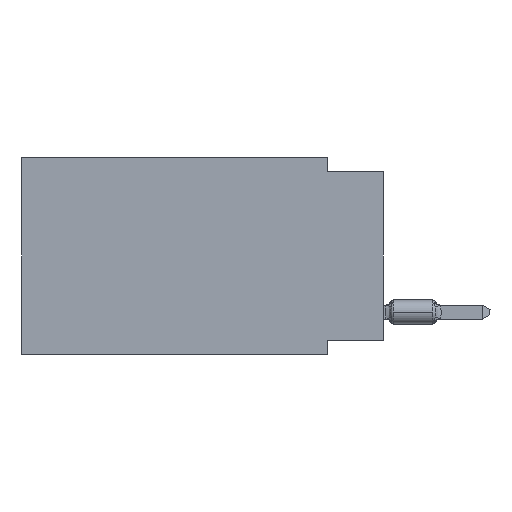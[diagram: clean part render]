
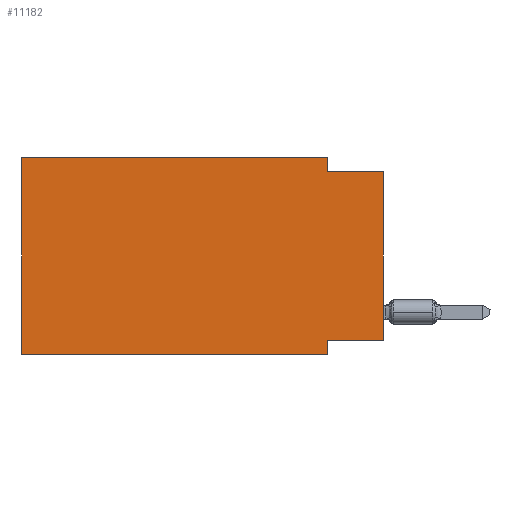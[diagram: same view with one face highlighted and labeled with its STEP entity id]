
A CAD part, left-side view. The second image highlights one B-rep face of the part: STEP entity #11182.
In plain terms, the highlighted planar face has unit normal (-1, 0, 0).
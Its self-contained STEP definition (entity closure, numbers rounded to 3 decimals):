
#46 = EDGE_LOOP ( 'NONE', ( #28293, #44398, #25593, #19084, #23642, #24616, #8333, #16642 ) ) ;
#83 = DIRECTION ( 'NONE',  ( 0., -1., 0. ) ) ;
#482 = LINE ( 'NONE', #44992, #29734 ) ;
#2012 = CARTESIAN_POINT ( 'NONE',  ( 0., 2.54, -0.635 ) ) ;
#3597 = EDGE_CURVE ( 'NONE', #25541, #42273, #482, .T. ) ;
#5003 = CARTESIAN_POINT ( 'NONE',  ( 0., 16.383, -8.89 ) ) ;
#5088 = CARTESIAN_POINT ( 'NONE',  ( 0., 16.383, 0. ) ) ;
#5695 = VERTEX_POINT ( 'NONE', #2012 ) ;
#8333 = ORIENTED_EDGE ( 'NONE', *, *, #3597, .F. ) ;
#9810 = LINE ( 'NONE', #27326, #26970 ) ;
#11182 = ADVANCED_FACE ( 'NONE', ( #36824 ), #14148, .F. ) ;
#12765 = VECTOR ( 'NONE', #21083, 1000. ) ;
#13049 = VERTEX_POINT ( 'NONE', #25515 ) ;
#13666 = EDGE_CURVE ( 'NONE', #47967, #18576, #35506, .T. ) ;
#13983 = DIRECTION ( 'NONE',  ( 0., -1., 0. ) ) ;
#14148 = PLANE ( 'NONE',  #23828 ) ;
#14173 = LINE ( 'NONE', #5003, #19162 ) ;
#15226 = CARTESIAN_POINT ( 'NONE',  ( 0., 0., -8.255 ) ) ;
#15266 = CARTESIAN_POINT ( 'NONE',  ( 0., 2.54, 0. ) ) ;
#15838 = CARTESIAN_POINT ( 'NONE',  ( 0., 0., 0. ) ) ;
#16642 = ORIENTED_EDGE ( 'NONE', *, *, #43706, .F. ) ;
#18576 = VERTEX_POINT ( 'NONE', #15266 ) ;
#19084 = ORIENTED_EDGE ( 'NONE', *, *, #13666, .F. ) ;
#19162 = VECTOR ( 'NONE', #83, 1000. ) ;
#21083 = DIRECTION ( 'NONE',  ( 0., 1., 0. ) ) ;
#22302 = CARTESIAN_POINT ( 'NONE',  ( 0., 16.383, 0. ) ) ;
#22791 = DIRECTION ( 'NONE',  ( 1., 0., 0. ) ) ;
#23338 = DIRECTION ( 'NONE',  ( 0., 0., -1. ) ) ;
#23632 = LINE ( 'NONE', #15838, #56435 ) ;
#23642 = ORIENTED_EDGE ( 'NONE', *, *, #48215, .F. ) ;
#23828 = AXIS2_PLACEMENT_3D ( 'NONE', #28479, #22791, #23338 ) ;
#24616 = ORIENTED_EDGE ( 'NONE', *, *, #51107, .T. ) ;
#25386 = CARTESIAN_POINT ( 'NONE',  ( 0., 0., -8.255 ) ) ;
#25515 = CARTESIAN_POINT ( 'NONE',  ( 0., 0., -0.635 ) ) ;
#25541 = VERTEX_POINT ( 'NONE', #27812 ) ;
#25593 = ORIENTED_EDGE ( 'NONE', *, *, #29810, .F. ) ;
#26970 = VECTOR ( 'NONE', #44838, 1000. ) ;
#27326 = CARTESIAN_POINT ( 'NONE',  ( 0., 2.54, 0. ) ) ;
#27812 = CARTESIAN_POINT ( 'NONE',  ( 0., 2.54, -8.255 ) ) ;
#28293 = ORIENTED_EDGE ( 'NONE', *, *, #56680, .T. ) ;
#28479 = CARTESIAN_POINT ( 'NONE',  ( 0., 16.383, 0. ) ) ;
#29673 = LINE ( 'NONE', #25386, #12765 ) ;
#29734 = VECTOR ( 'NONE', #48724, 1000. ) ;
#29810 = EDGE_CURVE ( 'NONE', #18576, #5695, #9810, .T. ) ;
#31502 = LINE ( 'NONE', #39850, #44082 ) ;
#33346 = DIRECTION ( 'NONE',  ( 0., 0., 1. ) ) ;
#35506 = LINE ( 'NONE', #22302, #40653 ) ;
#36824 = FACE_OUTER_BOUND ( 'NONE', #46, .T. ) ;
#38708 = VERTEX_POINT ( 'NONE', #15226 ) ;
#39850 = CARTESIAN_POINT ( 'NONE',  ( 0., 0., -0.635 ) ) ;
#40653 = VECTOR ( 'NONE', #53000, 1000. ) ;
#40691 = LINE ( 'NONE', #5088, #47910 ) ;
#42076 = CARTESIAN_POINT ( 'NONE',  ( 0., 16.383, -8.89 ) ) ;
#42273 = VERTEX_POINT ( 'NONE', #44526 ) ;
#43706 = EDGE_CURVE ( 'NONE', #38708, #25541, #29673, .T. ) ;
#44082 = VECTOR ( 'NONE', #13983, 1000. ) ;
#44398 = ORIENTED_EDGE ( 'NONE', *, *, #53269, .F. ) ;
#44526 = CARTESIAN_POINT ( 'NONE',  ( 0., 2.54, -8.89 ) ) ;
#44838 = DIRECTION ( 'NONE',  ( 0., 0., -1. ) ) ;
#44992 = CARTESIAN_POINT ( 'NONE',  ( 0., 2.54, -8.89 ) ) ;
#46146 = CARTESIAN_POINT ( 'NONE',  ( 0., 16.383, 0. ) ) ;
#47910 = VECTOR ( 'NONE', #53870, 1000. ) ;
#47967 = VERTEX_POINT ( 'NONE', #46146 ) ;
#48215 = EDGE_CURVE ( 'NONE', #50852, #47967, #40691, .T. ) ;
#48724 = DIRECTION ( 'NONE',  ( 0., 0., -1. ) ) ;
#50852 = VERTEX_POINT ( 'NONE', #42076 ) ;
#51107 = EDGE_CURVE ( 'NONE', #50852, #42273, #14173, .T. ) ;
#53000 = DIRECTION ( 'NONE',  ( 0., -1., 0. ) ) ;
#53269 = EDGE_CURVE ( 'NONE', #5695, #13049, #31502, .T. ) ;
#53870 = DIRECTION ( 'NONE',  ( 0., 0., 1. ) ) ;
#56435 = VECTOR ( 'NONE', #33346, 1000. ) ;
#56680 = EDGE_CURVE ( 'NONE', #38708, #13049, #23632, .T. ) ;
